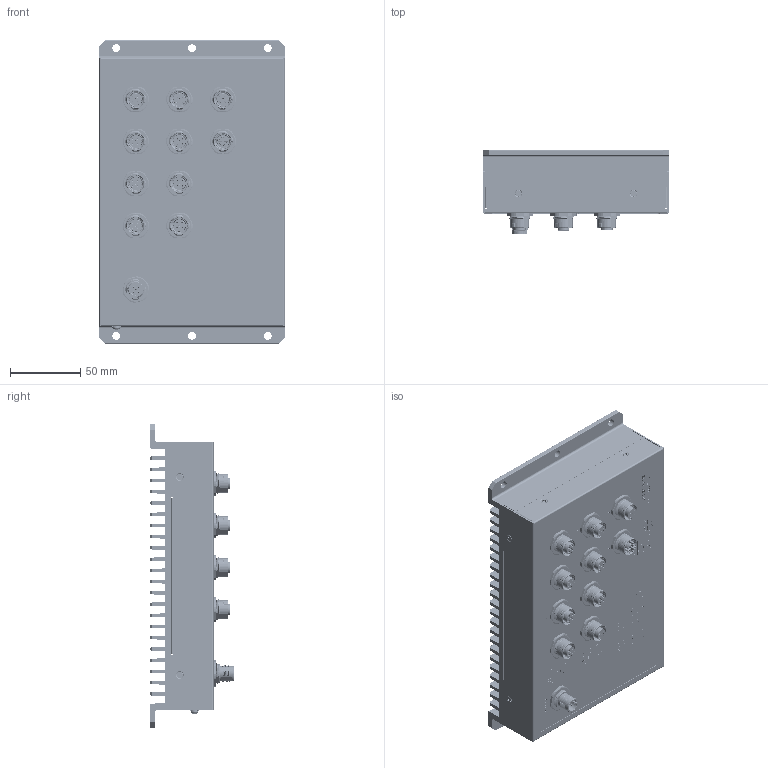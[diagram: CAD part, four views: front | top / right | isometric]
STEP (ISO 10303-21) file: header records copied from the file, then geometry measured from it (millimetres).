
FILE_DESCRIPTION (( 'STEP AP214' ), '1' );
FILE_NAME ('EKI-9510E-PoE.STEP', '2018-06-04T08:17:28', ( 'user' ), ( '' ), 'SwSTEP 2.0', 'SolidWorks 2016', '' );
FILE_SCHEMA (( 'AUTOMOTIVE_DESIGN' ));
Length unit declared in the file: millimetre
Products named in the file (1): EKI-9510E-PoE
Bounding box: 132 x 59.3 x 216 mm (x, y, z)
Surface area: 266552.4 mm2 (no closed solid volume)
Topology: 0 solids, 20 shells, 9842 faces, 26746 edges, 17392 vertices
Faces by surface type: plane 5413, bspline 2439, cylinder 1543, cone 409, torus 38
Entity records: 488667 total; most frequent: CARTESIAN_POINT 207242, ORIENTED_EDGE 53184, DIRECTION 36860, EDGE_CURVE 26598, VERTEX_POINT 17392, VECTOR 16404, LINE 16404, EDGE_LOOP 10628
